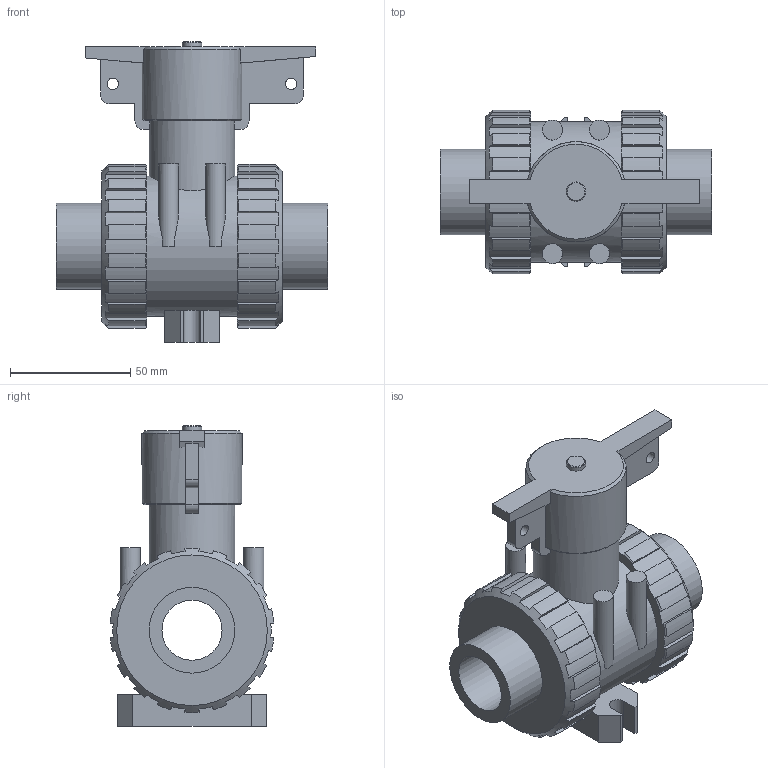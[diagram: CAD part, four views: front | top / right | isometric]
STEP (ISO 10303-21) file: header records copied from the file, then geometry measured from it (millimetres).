
FILE_DESCRIPTION( ( 'STEP AP214' ), '1' );
FILE_NAME( '22363132507(architecture400).stp', '2021-11-17T12:01:01', ( 'License CC BY-ND 4.0' ), ( 'CADENAS' ), ' ', 'PARTsolutions', ' ' );
FILE_SCHEMA( ( 'AUTOMOTIVE_DESIGN { 1 0 10303 214 1 1 1 1 }' ) );
Length unit declared in the file: millimetre
Products named in the file (1): _22363132507(architecture400)
Bounding box: 113 x 68.24 x 125.17 mm (x, y, z)
Volume: 308744.7 mm3; surface area: 53453.6 mm2
Topology: 1 solids, 1 shells, 262 faces, 749 edges, 499 vertices
Faces by surface type: plane 127, cylinder 92, cone 43
Full cylindrical faces by diameter (mm): 4.76 x2, 8.125 x1, 8.333 x4, 25 x1, 35.7 x3, 58.405 x1
Entity records: 10906 total; most frequent: CARTESIAN_POINT 1846, DIRECTION 1472, ORIENTED_EDGE 1448, EDGE_CURVE 724, AXIS2_PLACEMENT_3D 498, VERTEX_POINT 490, LINE 476, VECTOR 476
